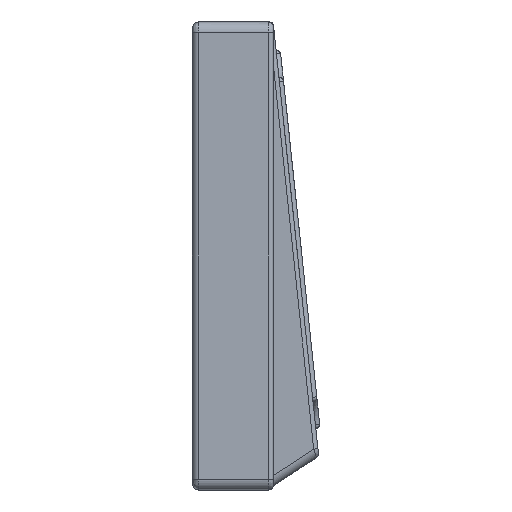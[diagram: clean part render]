
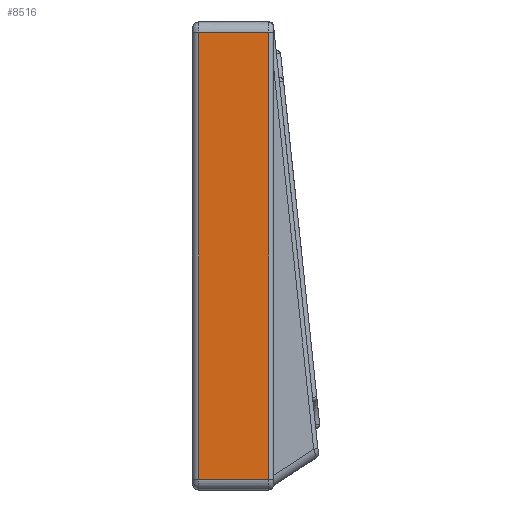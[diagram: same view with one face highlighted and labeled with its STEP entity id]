
A CAD part, left-side view. The second image highlights one B-rep face of the part: STEP entity #8516.
In plain terms, the highlighted planar face has unit normal (-1, 0, 0).
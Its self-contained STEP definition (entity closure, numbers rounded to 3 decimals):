
#139=PLANE('',#9135);
#629=FACE_OUTER_BOUND('',#1128,.T.);
#1128=EDGE_LOOP('',(#6170,#6171,#6172,#6173));
#2273=LINE('',#18921,#2885);
#2274=LINE('',#18923,#2886);
#2275=LINE('',#18925,#2887);
#2276=LINE('',#18926,#2888);
#2885=VECTOR('',#10534,1000.);
#2886=VECTOR('',#10535,10.);
#2887=VECTOR('',#10536,1000.);
#2888=VECTOR('',#10537,1000.);
#3720=VERTEX_POINT('',#18919);
#3721=VERTEX_POINT('',#18920);
#3722=VERTEX_POINT('',#18922);
#3723=VERTEX_POINT('',#18924);
#4709=EDGE_CURVE('',#3720,#3721,#2273,.T.);
#4710=EDGE_CURVE('',#3721,#3722,#2274,.T.);
#4711=EDGE_CURVE('',#3722,#3723,#2275,.T.);
#4712=EDGE_CURVE('',#3723,#3720,#2276,.T.);
#6170=ORIENTED_EDGE('',*,*,#4709,.T.);
#6171=ORIENTED_EDGE('',*,*,#4710,.T.);
#6172=ORIENTED_EDGE('',*,*,#4711,.T.);
#6173=ORIENTED_EDGE('',*,*,#4712,.T.);
#8516=ADVANCED_FACE('',(#629),#139,.F.);
#9135=AXIS2_PLACEMENT_3D('',#18918,#10532,#10533);
#10532=DIRECTION('center_axis',(1.,0.,0.));
#10533=DIRECTION('ref_axis',(0.,0.,-1.));
#10534=DIRECTION('',(0.,-1.,0.));
#10535=DIRECTION('',(0.,0.,1.));
#10536=DIRECTION('',(0.,1.,0.));
#10537=DIRECTION('',(0.,0.,-1.));
#18918=CARTESIAN_POINT('Origin',(-147.85,19.,-55.1));
#18919=CARTESIAN_POINT('',(-147.85,17.5,-52.6));
#18920=CARTESIAN_POINT('',(-147.85,1.,-52.6));
#18921=CARTESIAN_POINT('',(-147.85,19.,-52.6));
#18922=CARTESIAN_POINT('',(-147.85,1.,52.6));
#18923=CARTESIAN_POINT('',(-147.85,1.,-52.6));
#18924=CARTESIAN_POINT('',(-147.85,17.5,52.6));
#18925=CARTESIAN_POINT('',(-147.85,19.,52.6));
#18926=CARTESIAN_POINT('',(-147.85,17.5,-52.6));
